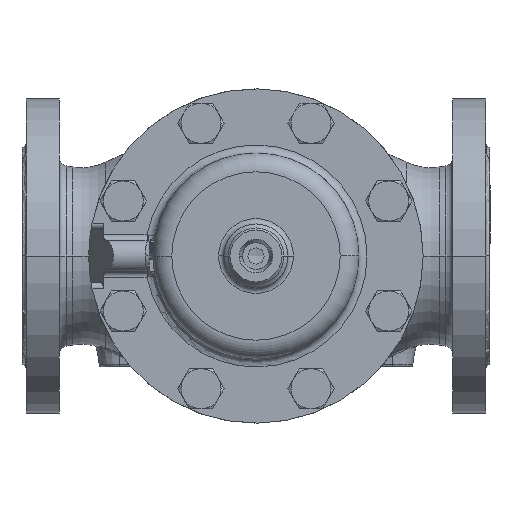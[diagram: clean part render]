
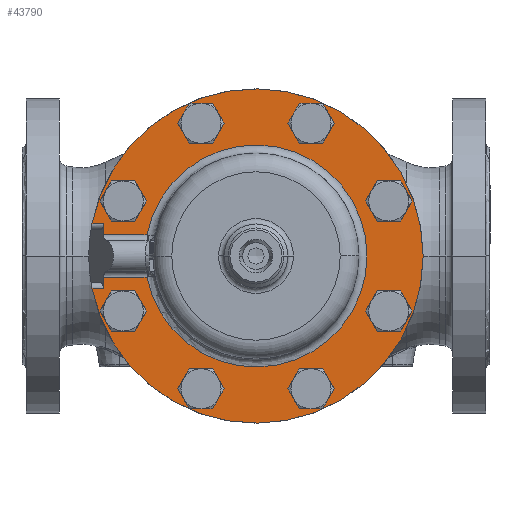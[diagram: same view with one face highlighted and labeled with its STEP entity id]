
A CAD part, front view. The second image highlights one B-rep face of the part: STEP entity #43790.
In plain terms, the highlighted planar face has unit normal (0, -1, 0).
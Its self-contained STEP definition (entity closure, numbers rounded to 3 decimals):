
#34608=CARTESIAN_POINT('',(-99.317,186.,-41.138));
#34609=DIRECTION('',(0.,1.,0.));
#34610=DIRECTION('',(-1.,0.,0.));
#34611=AXIS2_PLACEMENT_3D('',#34608,#34609,#34610);
#34613=CARTESIAN_POINT('',(-99.317,186.,-41.138));
#34614=DIRECTION('',(0.,1.,0.));
#34615=DIRECTION('',(1.,0.,0.));
#34616=AXIS2_PLACEMENT_3D('',#34613,#34614,#34615);
#34618=CARTESIAN_POINT('',(-41.138,186.,-99.317));
#34619=DIRECTION('',(0.,1.,0.));
#34620=DIRECTION('',(-1.,0.,0.));
#34621=AXIS2_PLACEMENT_3D('',#34618,#34619,#34620);
#34623=CARTESIAN_POINT('',(-41.138,186.,-99.317));
#34624=DIRECTION('',(0.,1.,0.));
#34625=DIRECTION('',(1.,0.,0.));
#34626=AXIS2_PLACEMENT_3D('',#34623,#34624,#34625);
#34628=CARTESIAN_POINT('',(41.138,186.,-99.317));
#34629=DIRECTION('',(0.,1.,0.));
#34630=DIRECTION('',(-1.,0.,0.));
#34631=AXIS2_PLACEMENT_3D('',#34628,#34629,#34630);
#34633=CARTESIAN_POINT('',(41.138,186.,-99.317));
#34634=DIRECTION('',(0.,1.,0.));
#34635=DIRECTION('',(1.,0.,0.));
#34636=AXIS2_PLACEMENT_3D('',#34633,#34634,#34635);
#34638=CARTESIAN_POINT('',(99.317,186.,-41.138));
#34639=DIRECTION('',(0.,1.,0.));
#34640=DIRECTION('',(-1.,0.,0.));
#34641=AXIS2_PLACEMENT_3D('',#34638,#34639,#34640);
#34643=CARTESIAN_POINT('',(99.317,186.,-41.138));
#34644=DIRECTION('',(0.,1.,0.));
#34645=DIRECTION('',(1.,0.,0.));
#34646=AXIS2_PLACEMENT_3D('',#34643,#34644,#34645);
#34648=CARTESIAN_POINT('',(99.317,186.,41.138));
#34649=DIRECTION('',(0.,1.,0.));
#34650=DIRECTION('',(-1.,0.,0.));
#34651=AXIS2_PLACEMENT_3D('',#34648,#34649,#34650);
#34653=CARTESIAN_POINT('',(99.317,186.,41.138));
#34654=DIRECTION('',(0.,1.,0.));
#34655=DIRECTION('',(1.,0.,0.));
#34656=AXIS2_PLACEMENT_3D('',#34653,#34654,#34655);
#34658=CARTESIAN_POINT('',(41.138,186.,99.317));
#34659=DIRECTION('',(0.,1.,0.));
#34660=DIRECTION('',(-1.,0.,0.));
#34661=AXIS2_PLACEMENT_3D('',#34658,#34659,#34660);
#34663=CARTESIAN_POINT('',(41.138,186.,99.317));
#34664=DIRECTION('',(0.,1.,0.));
#34665=DIRECTION('',(1.,0.,0.));
#34666=AXIS2_PLACEMENT_3D('',#34663,#34664,#34665);
#34668=CARTESIAN_POINT('',(-41.138,186.,99.317));
#34669=DIRECTION('',(0.,1.,0.));
#34670=DIRECTION('',(-1.,0.,0.));
#34671=AXIS2_PLACEMENT_3D('',#34668,#34669,#34670);
#34673=CARTESIAN_POINT('',(-41.138,186.,99.317));
#34674=DIRECTION('',(0.,1.,0.));
#34675=DIRECTION('',(1.,0.,0.));
#34676=AXIS2_PLACEMENT_3D('',#34673,#34674,#34675);
#34678=CARTESIAN_POINT('',(-99.317,186.,41.138));
#34679=DIRECTION('',(0.,1.,0.));
#34680=DIRECTION('',(-1.,0.,0.));
#34681=AXIS2_PLACEMENT_3D('',#34678,#34679,#34680);
#34683=CARTESIAN_POINT('',(-99.317,186.,41.138));
#34684=DIRECTION('',(0.,1.,0.));
#34685=DIRECTION('',(1.,0.,0.));
#34686=AXIS2_PLACEMENT_3D('',#34683,#34684,#34685);
#34688=DIRECTION('',(-1.,0.,0.));
#34689=VECTOR('',#34688,8.644);
#34690=CARTESIAN_POINT('',(-114.03,186.,-24.));
#34691=LINE('',#34690,#34689);
#34692=DIRECTION('',(1.,0.,0.));
#34693=VECTOR('',#34692,32.532);
#34694=CARTESIAN_POINT('',(-114.03,186.,-15.716));
#34695=LINE('',#34694,#34693);
#34696=DIRECTION('',(1.,0.,0.));
#34697=VECTOR('',#34696,32.532);
#34698=CARTESIAN_POINT('',(-114.03,186.,15.716));
#34699=LINE('',#34698,#34697);
#34700=DIRECTION('',(1.,0.,0.));
#34701=VECTOR('',#34700,8.644);
#34702=CARTESIAN_POINT('',(-122.674,186.,24.));
#34703=LINE('',#34702,#34701);
#34822=CARTESIAN_POINT('',(-122.674,186.,-24.));
#34831=CARTESIAN_POINT('',(0.,186.,0.));
#34832=DIRECTION('',(0.,1.,0.));
#34833=DIRECTION('',(1.,0.,0.));
#34834=AXIS2_PLACEMENT_3D('',#34831,#34832,#34833);
#34861=DIRECTION('',(0.,0.,-1.));
#34862=VECTOR('',#34861,8.284);
#34863=CARTESIAN_POINT('',(-114.03,186.,24.));
#34864=LINE('',#34863,#34862);
#34865=DIRECTION('',(0.,0.,-1.));
#34866=VECTOR('',#34865,8.284);
#34867=CARTESIAN_POINT('',(-114.03,186.,-15.716));
#34868=LINE('',#34867,#34866);
#34892=CARTESIAN_POINT('',(-122.674,186.,24.));
#34911=CARTESIAN_POINT('',(0.,186.,0.));
#34912=DIRECTION('',(0.,-1.,0.));
#34913=DIRECTION('',(1.,0.,0.));
#34914=AXIS2_PLACEMENT_3D('',#34911,#34912,#34913);
#34926=CARTESIAN_POINT('',(-114.03,186.,15.716));
#37673=CARTESIAN_POINT('',(-114.03,186.,-15.716));
#37684=CARTESIAN_POINT('',(0.,186.,0.));
#37685=DIRECTION('',(0.,1.,0.));
#37686=DIRECTION('',(-0.982,0.,0.189));
#37687=AXIS2_PLACEMENT_3D('',#37684,#37685,#37686);
#41839=CARTESIAN_POINT('',(125.,186.,0.));
#41841=VERTEX_POINT('',#41839);
#41857=CARTESIAN_POINT('',(-110.317,186.,-41.138));
#41858=CARTESIAN_POINT('',(-88.317,186.,-41.138));
#41859=VERTEX_POINT('',#41857);
#41860=VERTEX_POINT('',#41858);
#41871=CARTESIAN_POINT('',(-52.138,186.,-99.317));
#41872=CARTESIAN_POINT('',(-30.138,186.,-99.317));
#41873=VERTEX_POINT('',#41871);
#41874=VERTEX_POINT('',#41872);
#41885=CARTESIAN_POINT('',(30.138,186.,-99.317));
#41886=CARTESIAN_POINT('',(52.138,186.,-99.317));
#41887=VERTEX_POINT('',#41885);
#41888=VERTEX_POINT('',#41886);
#41899=CARTESIAN_POINT('',(88.317,186.,-41.138));
#41900=CARTESIAN_POINT('',(110.317,186.,-41.138));
#41901=VERTEX_POINT('',#41899);
#41902=VERTEX_POINT('',#41900);
#41913=CARTESIAN_POINT('',(88.317,186.,41.138));
#41914=CARTESIAN_POINT('',(110.317,186.,41.138));
#41915=VERTEX_POINT('',#41913);
#41916=VERTEX_POINT('',#41914);
#41927=CARTESIAN_POINT('',(30.138,186.,99.317));
#41928=CARTESIAN_POINT('',(52.138,186.,99.317));
#41929=VERTEX_POINT('',#41927);
#41930=VERTEX_POINT('',#41928);
#41941=CARTESIAN_POINT('',(-52.138,186.,99.317));
#41942=CARTESIAN_POINT('',(-30.138,186.,99.317));
#41943=VERTEX_POINT('',#41941);
#41944=VERTEX_POINT('',#41942);
#41955=CARTESIAN_POINT('',(-110.317,186.,41.138));
#41956=CARTESIAN_POINT('',(-88.317,186.,41.138));
#41957=VERTEX_POINT('',#41955);
#41958=VERTEX_POINT('',#41956);
#41974=VERTEX_POINT('',#37673);
#41975=VERTEX_POINT('',#34926);
#41985=CARTESIAN_POINT('',(-81.498,186.,-15.716));
#41987=VERTEX_POINT('',#41985);
#41989=CARTESIAN_POINT('',(-81.498,186.,15.716));
#41990=VERTEX_POINT('',#41989);
#41995=VERTEX_POINT('',#34822);
#41999=CARTESIAN_POINT('',(-114.03,186.,-24.));
#42000=VERTEX_POINT('',#41999);
#42005=VERTEX_POINT('',#34892);
#42006=CARTESIAN_POINT('',(-114.03,186.,24.));
#42007=VERTEX_POINT('',#42006);
#43718=CARTESIAN_POINT('',(0.,186.,0.));
#43719=DIRECTION('',(0.,1.,0.));
#43720=DIRECTION('',(1.,0.,0.));
#43721=AXIS2_PLACEMENT_3D('',#43718,#43719,#43720);
#43722=PLANE('',#43721);
#43724=ORIENTED_EDGE('',*,*,#43723,.F.);
#43726=ORIENTED_EDGE('',*,*,#43725,.F.);
#43728=ORIENTED_EDGE('',*,*,#43727,.T.);
#43730=ORIENTED_EDGE('',*,*,#43729,.F.);
#43732=ORIENTED_EDGE('',*,*,#43731,.F.);
#43734=ORIENTED_EDGE('',*,*,#43733,.F.);
#43736=ORIENTED_EDGE('',*,*,#43735,.F.);
#43738=ORIENTED_EDGE('',*,*,#43737,.F.);
#43740=ORIENTED_EDGE('',*,*,#43739,.T.);
#43741=EDGE_LOOP('',(#43724,#43726,#43728,#43730,#43732,#43734,#43736,#43738,
#43740));
#43742=FACE_OUTER_BOUND('',#43741,.F.);
#43744=ORIENTED_EDGE('',*,*,#43743,.F.);
#43746=ORIENTED_EDGE('',*,*,#43745,.F.);
#43747=EDGE_LOOP('',(#43744,#43746));
#43748=FACE_BOUND('',#43747,.F.);
#43750=ORIENTED_EDGE('',*,*,#43749,.F.);
#43752=ORIENTED_EDGE('',*,*,#43751,.F.);
#43753=EDGE_LOOP('',(#43750,#43752));
#43754=FACE_BOUND('',#43753,.F.);
#43756=ORIENTED_EDGE('',*,*,#43755,.F.);
#43758=ORIENTED_EDGE('',*,*,#43757,.F.);
#43759=EDGE_LOOP('',(#43756,#43758));
#43760=FACE_BOUND('',#43759,.F.);
#43762=ORIENTED_EDGE('',*,*,#43761,.F.);
#43764=ORIENTED_EDGE('',*,*,#43763,.F.);
#43765=EDGE_LOOP('',(#43762,#43764));
#43766=FACE_BOUND('',#43765,.F.);
#43768=ORIENTED_EDGE('',*,*,#43767,.F.);
#43770=ORIENTED_EDGE('',*,*,#43769,.F.);
#43771=EDGE_LOOP('',(#43768,#43770));
#43772=FACE_BOUND('',#43771,.F.);
#43774=ORIENTED_EDGE('',*,*,#43773,.F.);
#43776=ORIENTED_EDGE('',*,*,#43775,.F.);
#43777=EDGE_LOOP('',(#43774,#43776));
#43778=FACE_BOUND('',#43777,.F.);
#43779=ORIENTED_EDGE('',*,*,#43704,.F.);
#43781=ORIENTED_EDGE('',*,*,#43780,.F.);
#43782=EDGE_LOOP('',(#43779,#43781));
#43783=FACE_BOUND('',#43782,.F.);
#43785=ORIENTED_EDGE('',*,*,#43784,.F.);
#43787=ORIENTED_EDGE('',*,*,#43786,.F.);
#43788=EDGE_LOOP('',(#43785,#43787));
#43789=FACE_BOUND('',#43788,.F.);
#43790=ADVANCED_FACE('',(#43742,#43748,#43754,#43760,#43766,#43772,#43778,
#43783,#43789),#43722,.F.);
#34612=CIRCLE('',#34611,11.);
#34617=CIRCLE('',#34616,11.);
#34622=CIRCLE('',#34621,11.);
#34627=CIRCLE('',#34626,11.);
#34632=CIRCLE('',#34631,11.);
#34637=CIRCLE('',#34636,11.);
#34642=CIRCLE('',#34641,11.);
#34647=CIRCLE('',#34646,11.);
#34652=CIRCLE('',#34651,11.);
#34657=CIRCLE('',#34656,11.);
#34662=CIRCLE('',#34661,11.);
#34667=CIRCLE('',#34666,11.);
#34672=CIRCLE('',#34671,11.);
#34677=CIRCLE('',#34676,11.);
#34682=CIRCLE('',#34681,11.);
#34687=CIRCLE('',#34686,11.);
#34835=CIRCLE('',#34834,125.);
#34915=CIRCLE('',#34914,125.);
#37688=CIRCLE('',#37687,83.);
#43704=EDGE_CURVE('',#41957,#41958,#34682,.T.);
#43723=EDGE_CURVE('',#42000,#41995,#34691,.T.);
#43725=EDGE_CURVE('',#41974,#42000,#34868,.T.);
#43727=EDGE_CURVE('',#41974,#41987,#34695,.T.);
#43729=EDGE_CURVE('',#41990,#41987,#37688,.T.);
#43731=EDGE_CURVE('',#41975,#41990,#34699,.T.);
#43733=EDGE_CURVE('',#42007,#41975,#34864,.T.);
#43735=EDGE_CURVE('',#42005,#42007,#34703,.T.);
#43737=EDGE_CURVE('',#41841,#42005,#34915,.T.);
#43739=EDGE_CURVE('',#41841,#41995,#34835,.T.);
#43743=EDGE_CURVE('',#41873,#41874,#34622,.T.);
#43745=EDGE_CURVE('',#41874,#41873,#34627,.T.);
#43749=EDGE_CURVE('',#41887,#41888,#34632,.T.);
#43751=EDGE_CURVE('',#41888,#41887,#34637,.T.);
#43755=EDGE_CURVE('',#41901,#41902,#34642,.T.);
#43757=EDGE_CURVE('',#41902,#41901,#34647,.T.);
#43761=EDGE_CURVE('',#41915,#41916,#34652,.T.);
#43763=EDGE_CURVE('',#41916,#41915,#34657,.T.);
#43767=EDGE_CURVE('',#41929,#41930,#34662,.T.);
#43769=EDGE_CURVE('',#41930,#41929,#34667,.T.);
#43773=EDGE_CURVE('',#41943,#41944,#34672,.T.);
#43775=EDGE_CURVE('',#41944,#41943,#34677,.T.);
#43780=EDGE_CURVE('',#41958,#41957,#34687,.T.);
#43784=EDGE_CURVE('',#41859,#41860,#34612,.T.);
#43786=EDGE_CURVE('',#41860,#41859,#34617,.T.);
